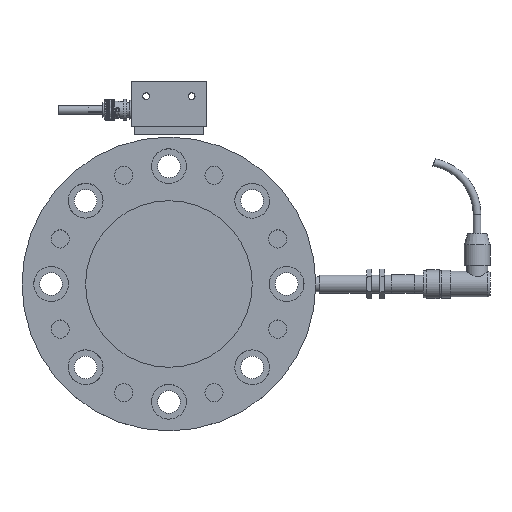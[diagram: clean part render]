
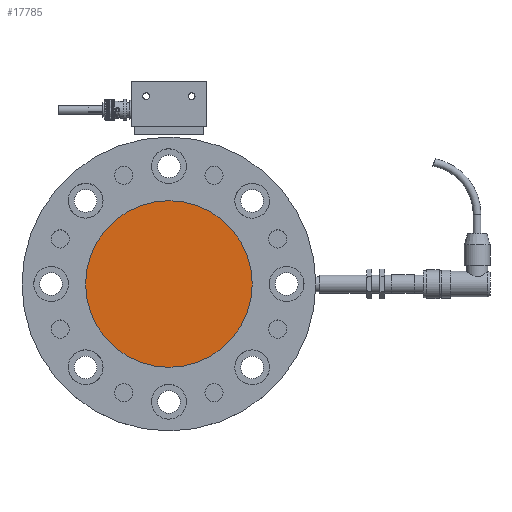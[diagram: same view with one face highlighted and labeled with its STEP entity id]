
A CAD part, top view. The second image highlights one B-rep face of the part: STEP entity #17785.
In plain terms, the highlighted face is planar.
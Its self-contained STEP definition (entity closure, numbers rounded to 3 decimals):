
#296 = AXIS2_PLACEMENT_3D ( 'NONE', #21963, #2739, #8039 ) ;
#2739 = DIRECTION ( 'NONE',  ( -1., 0., 0. ) ) ;
#5823 = CIRCLE ( 'NONE', #296, 55. ) ;
#6357 = FACE_OUTER_BOUND ( 'NONE', #13550, .T. ) ;
#7977 = DIRECTION ( 'NONE',  ( 1., 0., 0. ) ) ;
#8039 = DIRECTION ( 'NONE',  ( 0., 0., 1. ) ) ;
#8203 = PLANE ( 'NONE',  #14239 ) ;
#11408 = VERTEX_POINT ( 'NONE', #20024 ) ;
#13550 = EDGE_LOOP ( 'NONE', ( #22051 ) ) ;
#14239 = AXIS2_PLACEMENT_3D ( 'NONE', #16721, #7977, #16948 ) ;
#16721 = CARTESIAN_POINT ( 'NONE',  ( 3.5, 55., 0. ) ) ;
#16948 = DIRECTION ( 'NONE',  ( 0., 0., -1. ) ) ;
#17785 = ADVANCED_FACE ( 'NONE', ( #6357 ), #8203, .F. ) ;
#18929 = EDGE_CURVE ( 'NONE', #11408, #11408, #5823, .T. ) ;
#20024 = CARTESIAN_POINT ( 'NONE',  ( 3.5, 0., 55. ) ) ;
#21963 = CARTESIAN_POINT ( 'NONE',  ( 3.5, 0., 0. ) ) ;
#22051 = ORIENTED_EDGE ( 'NONE', *, *, #18929, .T. ) ;
